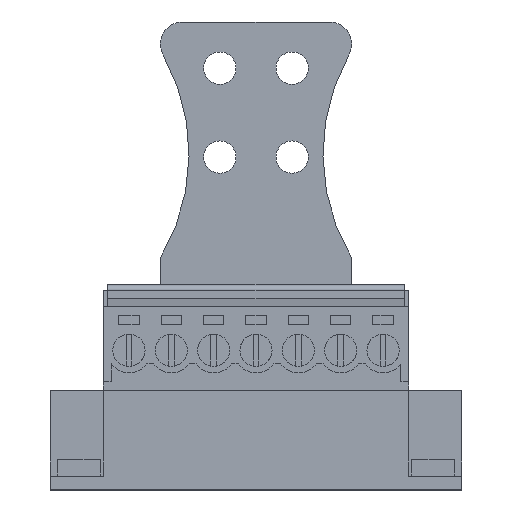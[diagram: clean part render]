
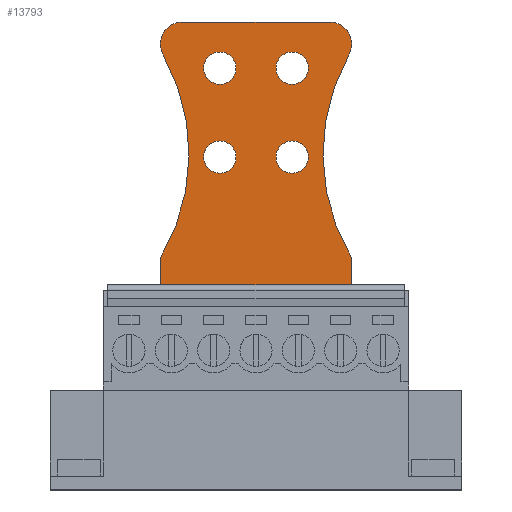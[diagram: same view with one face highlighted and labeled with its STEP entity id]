
A CAD part, front view. The second image highlights one B-rep face of the part: STEP entity #13793.
In plain terms, the highlighted planar face has unit normal (0, -1, 0).
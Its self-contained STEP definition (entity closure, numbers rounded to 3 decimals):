
#13676=AXIS2_PLACEMENT_3D('Plane Axis2P3D',#13673,#13674,#13675) ;
#13680=AXIS2_PLACEMENT_3D('Circle Axis2P3D',#13678,#13679,$) ;
#13687=AXIS2_PLACEMENT_3D('Circle Axis2P3D',#13685,#13686,$) ;
#13701=AXIS2_PLACEMENT_3D('Circle Axis2P3D',#13699,#13700,$) ;
#13708=AXIS2_PLACEMENT_3D('Circle Axis2P3D',#13706,#13707,$) ;
#13723=AXIS2_PLACEMENT_3D('Circle Axis2P3D',#13721,#13722,$) ;
#13732=AXIS2_PLACEMENT_3D('Circle Axis2P3D',#13730,#13731,$) ;
#13741=AXIS2_PLACEMENT_3D('Circle Axis2P3D',#13739,#13740,$) ;
#13750=AXIS2_PLACEMENT_3D('Circle Axis2P3D',#13748,#13749,$) ;
#13759=AXIS2_PLACEMENT_3D('Circle Axis2P3D',#13757,#13758,$) ;
#13768=AXIS2_PLACEMENT_3D('Circle Axis2P3D',#13766,#13767,$) ;
#13777=AXIS2_PLACEMENT_3D('Circle Axis2P3D',#13775,#13776,$) ;
#13786=AXIS2_PLACEMENT_3D('Circle Axis2P3D',#13784,#13785,$) ;
#13495=CARTESIAN_POINT('Vertex',(9.97,10.6,17.95)) ;
#13511=CARTESIAN_POINT('Vertex',(27.09,10.6,17.95)) ;
#13514=CARTESIAN_POINT('Line Origine',(18.53,10.6,17.95)) ;
#13532=CARTESIAN_POINT('Line Origine',(9.97,10.6,19.45)) ;
#13536=CARTESIAN_POINT('Vertex',(9.97,10.6,20.951)) ;
#13648=CARTESIAN_POINT('Vertex',(27.09,10.6,20.951)) ;
#13651=CARTESIAN_POINT('Line Origine',(27.09,10.6,19.45)) ;
#13673=CARTESIAN_POINT('Axis2P3D Location',(18.53,10.6,8.95)) ;
#13678=CARTESIAN_POINT('Axis2P3D Location',(42.745,10.6,30.223)) ;
#13682=CARTESIAN_POINT('Vertex',(26.874,10.6,39.122)) ;
#13685=CARTESIAN_POINT('Axis2P3D Location',(25.13,10.6,40.1)) ;
#13689=CARTESIAN_POINT('Vertex',(25.13,10.6,42.1)) ;
#13692=CARTESIAN_POINT('Line Origine',(18.53,10.6,42.1)) ;
#13696=CARTESIAN_POINT('Vertex',(11.93,10.6,42.1)) ;
#13699=CARTESIAN_POINT('Axis2P3D Location',(11.93,10.6,40.1)) ;
#13703=CARTESIAN_POINT('Vertex',(10.186,10.6,39.122)) ;
#13706=CARTESIAN_POINT('Axis2P3D Location',(-5.685,10.6,30.223)) ;
#13721=CARTESIAN_POINT('Axis2P3D Location',(15.28,10.6,37.95)) ;
#13725=CARTESIAN_POINT('Vertex',(16.73,10.6,37.95)) ;
#13727=CARTESIAN_POINT('Vertex',(13.83,10.6,37.95)) ;
#13730=CARTESIAN_POINT('Axis2P3D Location',(15.28,10.6,37.95)) ;
#13739=CARTESIAN_POINT('Axis2P3D Location',(21.78,10.6,37.95)) ;
#13743=CARTESIAN_POINT('Vertex',(23.23,10.6,37.95)) ;
#13745=CARTESIAN_POINT('Vertex',(20.33,10.6,37.95)) ;
#13748=CARTESIAN_POINT('Axis2P3D Location',(21.78,10.6,37.95)) ;
#13757=CARTESIAN_POINT('Axis2P3D Location',(21.78,10.6,29.95)) ;
#13761=CARTESIAN_POINT('Vertex',(20.33,10.6,29.95)) ;
#13763=CARTESIAN_POINT('Vertex',(23.23,10.6,29.95)) ;
#13766=CARTESIAN_POINT('Axis2P3D Location',(21.78,10.6,29.95)) ;
#13775=CARTESIAN_POINT('Axis2P3D Location',(15.28,10.6,29.95)) ;
#13779=CARTESIAN_POINT('Vertex',(13.83,10.6,29.95)) ;
#13781=CARTESIAN_POINT('Vertex',(16.73,10.6,29.95)) ;
#13784=CARTESIAN_POINT('Axis2P3D Location',(15.28,10.6,29.95)) ;
#13515=DIRECTION('Vector Direction',(-1.,0.,0.)) ;
#13533=DIRECTION('Vector Direction',(0.,0.,-1.)) ;
#13652=DIRECTION('Vector Direction',(0.,0.,1.)) ;
#13674=DIRECTION('Axis2P3D Direction',(0.,-1.,0.)) ;
#13675=DIRECTION('Axis2P3D XDirection',(1.,0.,0.)) ;
#13679=DIRECTION('Axis2P3D Direction',(0.,-1.,0.)) ;
#13686=DIRECTION('Axis2P3D Direction',(0.,-1.,0.)) ;
#13693=DIRECTION('Vector Direction',(1.,0.,0.)) ;
#13700=DIRECTION('Axis2P3D Direction',(0.,-1.,0.)) ;
#13707=DIRECTION('Axis2P3D Direction',(0.,-1.,0.)) ;
#13722=DIRECTION('Axis2P3D Direction',(0.,-1.,0.)) ;
#13731=DIRECTION('Axis2P3D Direction',(0.,-1.,0.)) ;
#13740=DIRECTION('Axis2P3D Direction',(0.,-1.,0.)) ;
#13749=DIRECTION('Axis2P3D Direction',(0.,-1.,0.)) ;
#13758=DIRECTION('Axis2P3D Direction',(0.,-1.,0.)) ;
#13767=DIRECTION('Axis2P3D Direction',(0.,-1.,0.)) ;
#13776=DIRECTION('Axis2P3D Direction',(0.,-1.,0.)) ;
#13785=DIRECTION('Axis2P3D Direction',(0.,-1.,0.)) ;
#13516=VECTOR('Line Direction',#13515,1.) ;
#13534=VECTOR('Line Direction',#13533,1.) ;
#13653=VECTOR('Line Direction',#13652,1.) ;
#13694=VECTOR('Line Direction',#13693,1.) ;
#13712=ORIENTED_EDGE('',*,*,#13655,.T.) ;
#13713=ORIENTED_EDGE('',*,*,#13684,.F.) ;
#13714=ORIENTED_EDGE('',*,*,#13691,.T.) ;
#13715=ORIENTED_EDGE('',*,*,#13698,.F.) ;
#13716=ORIENTED_EDGE('',*,*,#13705,.T.) ;
#13717=ORIENTED_EDGE('',*,*,#13710,.F.) ;
#13718=ORIENTED_EDGE('',*,*,#13538,.T.) ;
#13719=ORIENTED_EDGE('',*,*,#13518,.F.) ;
#13736=ORIENTED_EDGE('',*,*,#13729,.F.) ;
#13737=ORIENTED_EDGE('',*,*,#13734,.F.) ;
#13754=ORIENTED_EDGE('',*,*,#13747,.F.) ;
#13755=ORIENTED_EDGE('',*,*,#13752,.F.) ;
#13772=ORIENTED_EDGE('',*,*,#13765,.F.) ;
#13773=ORIENTED_EDGE('',*,*,#13770,.F.) ;
#13790=ORIENTED_EDGE('',*,*,#13783,.F.) ;
#13791=ORIENTED_EDGE('',*,*,#13788,.F.) ;
#13738=FACE_BOUND('',#13735,.T.) ;
#13756=FACE_BOUND('',#13753,.T.) ;
#13774=FACE_BOUND('',#13771,.T.) ;
#13792=FACE_BOUND('',#13789,.T.) ;
#13793=ADVANCED_FACE('Strain relief',(#13720,#13738,#13756,#13774,#13792),#13677,.T.) ;
#13681=CIRCLE('generated circle',#13680,18.195) ;
#13688=CIRCLE('generated circle',#13687,2.) ;
#13702=CIRCLE('generated circle',#13701,2.) ;
#13709=CIRCLE('generated circle',#13708,18.195) ;
#13724=CIRCLE('generated circle',#13723,1.45) ;
#13733=CIRCLE('generated circle',#13732,1.45) ;
#13742=CIRCLE('generated circle',#13741,1.45) ;
#13751=CIRCLE('generated circle',#13750,1.45) ;
#13760=CIRCLE('generated circle',#13759,1.45) ;
#13769=CIRCLE('generated circle',#13768,1.45) ;
#13778=CIRCLE('generated circle',#13777,1.45) ;
#13787=CIRCLE('generated circle',#13786,1.45) ;
#13518=EDGE_CURVE('',#13512,#13496,#13517,.T.) ;
#13538=EDGE_CURVE('',#13537,#13496,#13535,.T.) ;
#13655=EDGE_CURVE('',#13512,#13649,#13654,.T.) ;
#13684=EDGE_CURVE('',#13683,#13649,#13681,.T.) ;
#13691=EDGE_CURVE('',#13683,#13690,#13688,.T.) ;
#13698=EDGE_CURVE('',#13697,#13690,#13695,.T.) ;
#13705=EDGE_CURVE('',#13697,#13704,#13702,.T.) ;
#13710=EDGE_CURVE('',#13537,#13704,#13709,.T.) ;
#13729=EDGE_CURVE('',#13726,#13728,#13724,.T.) ;
#13734=EDGE_CURVE('',#13728,#13726,#13733,.T.) ;
#13747=EDGE_CURVE('',#13744,#13746,#13742,.T.) ;
#13752=EDGE_CURVE('',#13746,#13744,#13751,.T.) ;
#13765=EDGE_CURVE('',#13762,#13764,#13760,.T.) ;
#13770=EDGE_CURVE('',#13764,#13762,#13769,.T.) ;
#13783=EDGE_CURVE('',#13780,#13782,#13778,.T.) ;
#13788=EDGE_CURVE('',#13782,#13780,#13787,.T.) ;
#13711=EDGE_LOOP('',(#13712,#13713,#13714,#13715,#13716,#13717,#13718,#13719)) ;
#13735=EDGE_LOOP('',(#13736,#13737)) ;
#13753=EDGE_LOOP('',(#13754,#13755)) ;
#13771=EDGE_LOOP('',(#13772,#13773)) ;
#13789=EDGE_LOOP('',(#13790,#13791)) ;
#13720=FACE_OUTER_BOUND('',#13711,.T.) ;
#13517=LINE('Line',#13514,#13516) ;
#13535=LINE('Line',#13532,#13534) ;
#13654=LINE('Line',#13651,#13653) ;
#13695=LINE('Line',#13692,#13694) ;
#13677=PLANE('',#13676) ;
#13496=VERTEX_POINT('',#13495) ;
#13512=VERTEX_POINT('',#13511) ;
#13537=VERTEX_POINT('',#13536) ;
#13649=VERTEX_POINT('',#13648) ;
#13683=VERTEX_POINT('',#13682) ;
#13690=VERTEX_POINT('',#13689) ;
#13697=VERTEX_POINT('',#13696) ;
#13704=VERTEX_POINT('',#13703) ;
#13726=VERTEX_POINT('',#13725) ;
#13728=VERTEX_POINT('',#13727) ;
#13744=VERTEX_POINT('',#13743) ;
#13746=VERTEX_POINT('',#13745) ;
#13762=VERTEX_POINT('',#13761) ;
#13764=VERTEX_POINT('',#13763) ;
#13780=VERTEX_POINT('',#13779) ;
#13782=VERTEX_POINT('',#13781) ;
